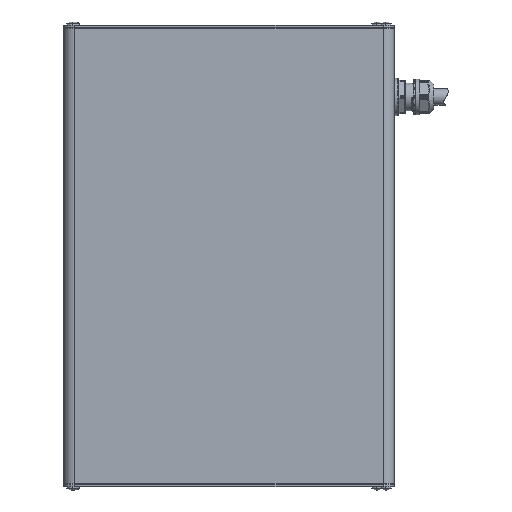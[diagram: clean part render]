
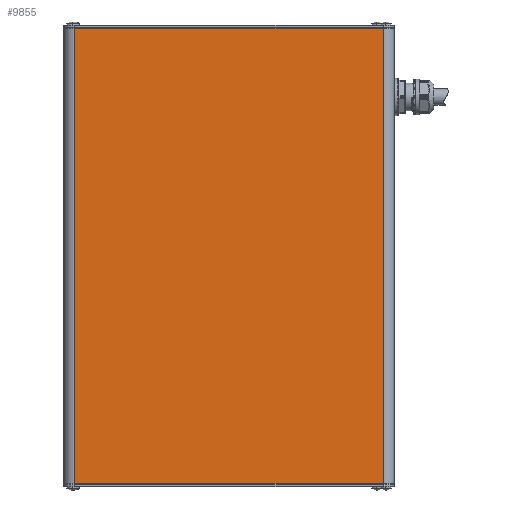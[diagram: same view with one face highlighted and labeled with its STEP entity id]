
A CAD part, front view. The second image highlights one B-rep face of the part: STEP entity #9855.
In plain terms, the highlighted planar face has unit normal (0, -1, 0).
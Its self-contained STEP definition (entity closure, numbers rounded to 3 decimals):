
#2052 = EDGE_CURVE ( 'NONE', #20618, #10704, #25976, .T. ) ;
#2555 = DIRECTION ( 'NONE',  ( 1., 0., 0. ) ) ;
#2684 = VECTOR ( 'NONE', #38685, 1000. ) ;
#6719 = VECTOR ( 'NONE', #2555, 1000. ) ;
#8070 = CARTESIAN_POINT ( 'NONE',  ( -112., 0., 165.5 ) ) ;
#9855 = ADVANCED_FACE ( 'NONE', ( #26111 ), #13802, .F. ) ;
#9976 = VERTEX_POINT ( 'NONE', #30894 ) ;
#10704 = VERTEX_POINT ( 'NONE', #27052 ) ;
#10863 = ORIENTED_EDGE ( 'NONE', *, *, #25899, .T. ) ;
#11076 = EDGE_CURVE ( 'NONE', #9976, #20618, #17205, .T. ) ;
#13441 = ORIENTED_EDGE ( 'NONE', *, *, #14210, .F. ) ;
#13586 = CARTESIAN_POINT ( 'NONE',  ( 98.2, 0., 500. ) ) ;
#13802 = PLANE ( 'NONE',  #30298 ) ;
#14210 = EDGE_CURVE ( 'NONE', #28931, #9976, #21967, .T. ) ;
#14633 = VECTOR ( 'NONE', #14691, 1000. ) ;
#14691 = DIRECTION ( 'NONE',  ( 0., 0., -1. ) ) ;
#15885 = VECTOR ( 'NONE', #18046, 1000. ) ;
#17205 = LINE ( 'NONE', #17839, #14633 ) ;
#17839 = CARTESIAN_POINT ( 'NONE',  ( 112., 0., 500. ) ) ;
#18046 = DIRECTION ( 'NONE',  ( 0., 0., -1. ) ) ;
#20618 = VERTEX_POINT ( 'NONE', #31207 ) ;
#21166 = LINE ( 'NONE', #33883, #15885 ) ;
#21189 = ORIENTED_EDGE ( 'NONE', *, *, #2052, .F. ) ;
#21967 = LINE ( 'NONE', #30952, #6719 ) ;
#23245 = ORIENTED_EDGE ( 'NONE', *, *, #11076, .F. ) ;
#25899 = EDGE_CURVE ( 'NONE', #28931, #10704, #21166, .T. ) ;
#25976 = LINE ( 'NONE', #35971, #2684 ) ;
#26111 = FACE_OUTER_BOUND ( 'NONE', #29480, .T. ) ;
#26521 = DIRECTION ( 'NONE',  ( 0., 1., 0. ) ) ;
#27052 = CARTESIAN_POINT ( 'NONE',  ( -112., 0., -165.5 ) ) ;
#28931 = VERTEX_POINT ( 'NONE', #8070 ) ;
#29480 = EDGE_LOOP ( 'NONE', ( #10863, #21189, #23245, #13441 ) ) ;
#30298 = AXIS2_PLACEMENT_3D ( 'NONE', #13586, #26521, #39031 ) ;
#30894 = CARTESIAN_POINT ( 'NONE',  ( 112., 0., 165.5 ) ) ;
#30952 = CARTESIAN_POINT ( 'NONE',  ( 120., 0., 165.5 ) ) ;
#31207 = CARTESIAN_POINT ( 'NONE',  ( 112., 0., -165.5 ) ) ;
#33883 = CARTESIAN_POINT ( 'NONE',  ( -112., 0., 500. ) ) ;
#35971 = CARTESIAN_POINT ( 'NONE',  ( 120., 0., -165.5 ) ) ;
#38685 = DIRECTION ( 'NONE',  ( -1., 0., 0. ) ) ;
#39031 = DIRECTION ( 'NONE',  ( -1., 0., 0. ) ) ;
